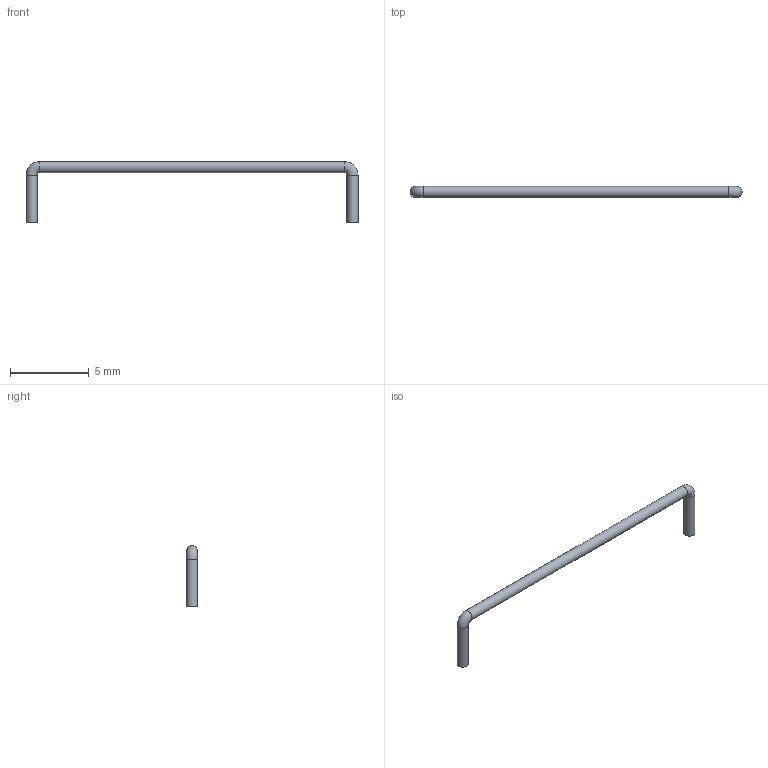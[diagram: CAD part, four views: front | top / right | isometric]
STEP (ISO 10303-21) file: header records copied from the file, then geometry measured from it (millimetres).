
FILE_DESCRIPTION(('FreeCAD Model'),'2;1');
FILE_NAME('drahtbruecke_0.7mm_p20.32mm.step','2020-11-19T10:25:54',('Author'),(''), 'Open CASCADE STEP processor 7.3','FreeCAD','Unknown');
FILE_SCHEMA(('AUTOMOTIVE_DESIGN { 1 0 10303 214 1 1 1 1 }'));
Length unit declared in the file: millimetre
Products named in the file (1): AdditivePipe
Bounding box: 21.02 x 0.7 x 3.85 mm (x, y, z)
Volume: 10.3 mm3; surface area: 59.9 mm2
Topology: 1 solids, 1 shells, 7 faces, 11 edges, 6 vertices
Faces by surface type: cylinder 3, plane 2, torus 2
Full cylindrical faces by diameter (mm): 0.7 x3
Entity records: 316 total; most frequent: CARTESIAN_POINT 56, DIRECTION 48, ORIENTED_EDGE 22, PCURVE 22, DEFINITIONAL_REPRESENTATION 22, AXIS2_PLACEMENT_3D 16, LINE 14, VECTOR 14
